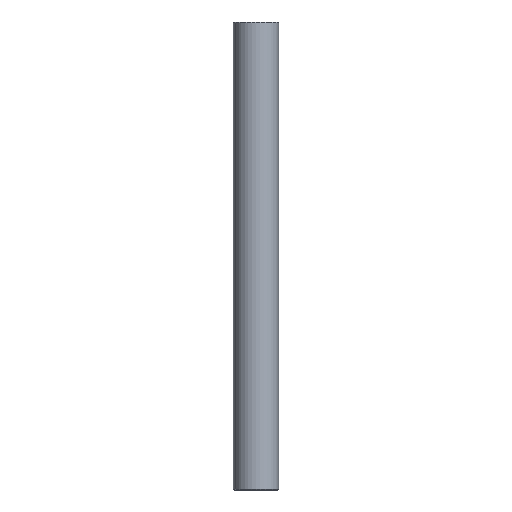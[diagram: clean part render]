
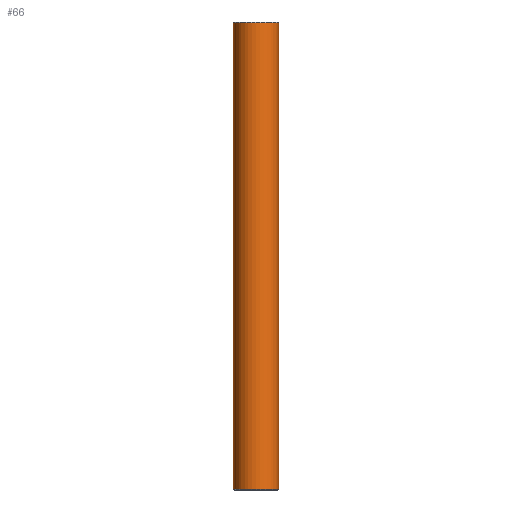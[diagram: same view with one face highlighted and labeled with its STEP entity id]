
A CAD part, left-side view. The second image highlights one B-rep face of the part: STEP entity #66.
In plain terms, the highlighted cylindrical face has radius 24.15 mm (diameter 48.3 mm), a partial arc.
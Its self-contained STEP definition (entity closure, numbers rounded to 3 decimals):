
#30 = DIRECTION ( 'NONE',  ( 0., 0., 1. ) ) ;
#49 = DIRECTION ( 'NONE',  ( 0., 0., 1. ) ) ;
#56 = CARTESIAN_POINT ( 'NONE',  ( 0., -24.15, -500. ) ) ;
#66 = ADVANCED_FACE ( 'NONE', ( #1187 ), #802, .T. ) ;
#116 = CARTESIAN_POINT ( 'NONE',  ( 0., 0., -499. ) ) ;
#124 = VECTOR ( 'NONE', #30, 1000. ) ;
#134 = AXIS2_PLACEMENT_3D ( 'NONE', #477, #765, #337 ) ;
#168 = VERTEX_POINT ( 'NONE', #417 ) ;
#197 = DIRECTION ( 'NONE',  ( 0., -1., 0. ) ) ;
#238 = ORIENTED_EDGE ( 'NONE', *, *, #753, .F. ) ;
#301 = CARTESIAN_POINT ( 'NONE',  ( 0., 24.15, -500. ) ) ;
#304 = ORIENTED_EDGE ( 'NONE', *, *, #996, .T. ) ;
#320 = EDGE_LOOP ( 'NONE', ( #238, #304, #897, #412 ) ) ;
#337 = DIRECTION ( 'NONE',  ( 0., -1., 0. ) ) ;
#412 = ORIENTED_EDGE ( 'NONE', *, *, #1106, .T. ) ;
#417 = CARTESIAN_POINT ( 'NONE',  ( 0., 24.15, -1. ) ) ;
#419 = CARTESIAN_POINT ( 'NONE',  ( 0., 0., -500. ) ) ;
#477 = CARTESIAN_POINT ( 'NONE',  ( 0., 0., -1. ) ) ;
#480 = AXIS2_PLACEMENT_3D ( 'NONE', #419, #1054, #197 ) ;
#509 = DIRECTION ( 'NONE',  ( 0., -1., 0. ) ) ;
#510 = EDGE_CURVE ( 'NONE', #804, #849, #939, .T. ) ;
#625 = CARTESIAN_POINT ( 'NONE',  ( 0., 24.15, -499. ) ) ;
#638 = CIRCLE ( 'NONE', #1081, 24.15 ) ;
#652 = CIRCLE ( 'NONE', #134, 24.15 ) ;
#751 = DIRECTION ( 'NONE',  ( 0., 0., 1. ) ) ;
#753 = EDGE_CURVE ( 'NONE', #881, #168, #1107, .T. ) ;
#765 = DIRECTION ( 'NONE',  ( 0., 0., -1. ) ) ;
#802 = CYLINDRICAL_SURFACE ( 'NONE', #480, 24.15 ) ;
#804 = VERTEX_POINT ( 'NONE', #961 ) ;
#849 = VERTEX_POINT ( 'NONE', #1082 ) ;
#881 = VERTEX_POINT ( 'NONE', #625 ) ;
#897 = ORIENTED_EDGE ( 'NONE', *, *, #510, .T. ) ;
#931 = VECTOR ( 'NONE', #751, 1000. ) ;
#939 = LINE ( 'NONE', #56, #124 ) ;
#961 = CARTESIAN_POINT ( 'NONE',  ( 0., -24.15, -499. ) ) ;
#996 = EDGE_CURVE ( 'NONE', #881, #804, #638, .T. ) ;
#1054 = DIRECTION ( 'NONE',  ( 0., 0., 1. ) ) ;
#1081 = AXIS2_PLACEMENT_3D ( 'NONE', #116, #49, #509 ) ;
#1082 = CARTESIAN_POINT ( 'NONE',  ( 0., -24.15, -1. ) ) ;
#1106 = EDGE_CURVE ( 'NONE', #849, #168, #652, .T. ) ;
#1107 = LINE ( 'NONE', #301, #931 ) ;
#1187 = FACE_OUTER_BOUND ( 'NONE', #320, .T. ) ;
